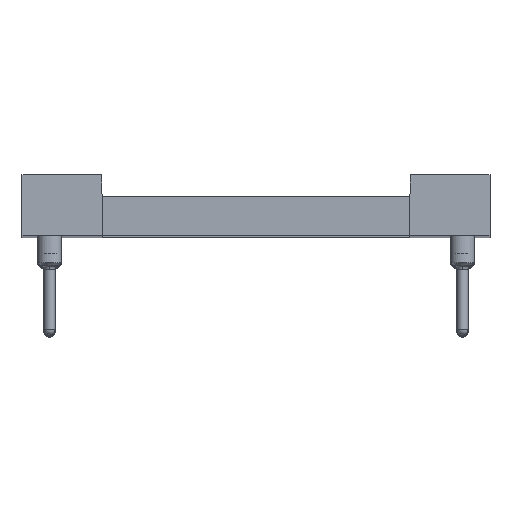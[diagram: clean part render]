
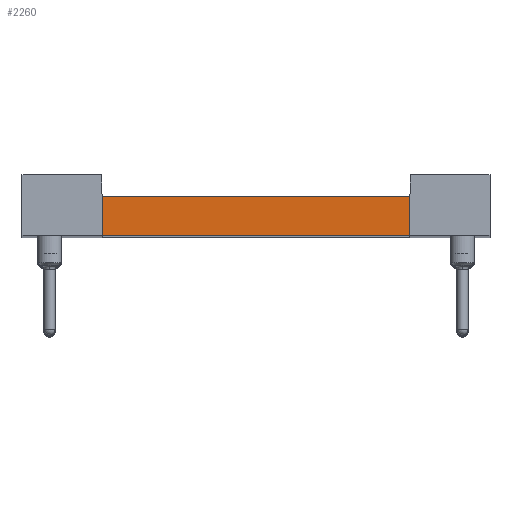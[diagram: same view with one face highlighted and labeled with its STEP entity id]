
A CAD part, top view. The second image highlights one B-rep face of the part: STEP entity #2260.
In plain terms, the highlighted planar face has unit normal (0, 0, 1).
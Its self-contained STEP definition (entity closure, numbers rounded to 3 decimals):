
#2260=ADVANCED_FACE('',(#6771),#6772,.T.);
#6771=FACE_OUTER_BOUND('',#11422,.T.);
#6772=PLANE('',#11423);
#11422=EDGE_LOOP('',(#27066,#27067,#27068,#27069));
#11423=AXIS2_PLACEMENT_3D('',#27070,#27071,#27072);
#27066=ORIENTED_EDGE('',*,*,#32020,.F.);
#27067=ORIENTED_EDGE('',*,*,#32033,.F.);
#27068=ORIENTED_EDGE('',*,*,#32034,.F.);
#27069=ORIENTED_EDGE('',*,*,#32030,.F.);
#27070=CARTESIAN_POINT('',(0.0,1.5,28.3));
#27071=DIRECTION('',(0.0,0.0,1.0));
#27072=DIRECTION('',(1.0,0.0,0.0));
#32020=EDGE_CURVE('',#39317,#39319,#39320,.T.);
#32030=EDGE_CURVE('',#39319,#39336,#39337,.T.);
#32033=EDGE_CURVE('',#39341,#39317,#39342,.T.);
#32034=EDGE_CURVE('',#39336,#39341,#39343,.T.);
#39317=VERTEX_POINT('',#48413);
#39319=VERTEX_POINT('',#48416);
#39320=LINE('',#48417,#48418);
#39336=VERTEX_POINT('',#48442);
#39337=LINE('',#48443,#48444);
#39341=VERTEX_POINT('',#48450);
#39342=LINE('',#48451,#48452);
#39343=LINE('',#48453,#48454);
#48413=CARTESIAN_POINT('',(-7.1,1.8,28.3));
#48416=CARTESIAN_POINT('',(7.1,1.8,28.3));
#48417=CARTESIAN_POINT('',(0.,1.8,28.3));
#48418=VECTOR('',#58736,1.0);
#48442=CARTESIAN_POINT('',(7.1,0.,28.3));
#48443=CARTESIAN_POINT('',(7.1,1.5,28.3));
#48444=VECTOR('',#58748,1.0);
#48450=CARTESIAN_POINT('',(-7.1,0.,28.3));
#48451=CARTESIAN_POINT('',(-7.1,1.5,28.3));
#48452=VECTOR('',#58751,1.0);
#48453=CARTESIAN_POINT('',(0.0,0.,28.3));
#48454=VECTOR('',#58752,1.0);
#58736=DIRECTION('',(1.0,0.,0.0));
#58748=DIRECTION('',(0.0,-1.0,0.0));
#58751=DIRECTION('',(0.0,1.0,0.0));
#58752=DIRECTION('',(-1.0,0.0,0.0));
